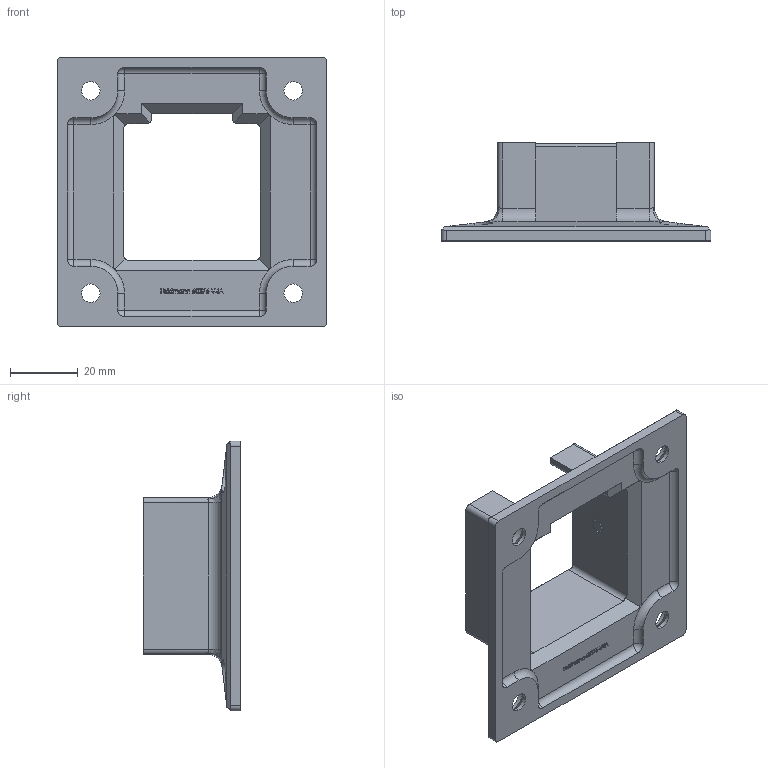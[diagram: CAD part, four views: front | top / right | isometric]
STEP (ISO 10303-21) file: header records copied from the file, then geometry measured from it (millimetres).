
FILE_DESCRIPTION (( 'STEP AP203' ), '1' );
FILE_NAME ('60376-V4A.step', '2018-11-28T15:36:43', ( '' ), ( '' ), 'SwSTEP 2.0', 'SolidWorks 2015', '' );
FILE_SCHEMA (( 'CONFIG_CONTROL_DESIGN' ));
Length unit declared in the file: millimetre
Products named in the file (3): 60376-V4A; 6037X-240 Teil1 Konfig_60376-V4A; DIN913_DIN 913 M5x3
Assembly tree (2 placements, depth 2):
  60376-V4A
    6037X-240 Teil1 Konfig_60376-V4A
    DIN913_DIN 913 M5x3
Bounding box: 80 x 29 x 80 mm (x, y, z)
Volume: 26587.3 mm3; surface area: 18079.3 mm2
Topology: 2 solids, 2 shells, 372 faces, 990 edges, 633 vertices
Faces by surface type: plane 188, bspline 105, cylinder 51, cone 16, sphere 8, torus 4
Entity records: 16749 total; most frequent: CARTESIAN_POINT 8065, ORIENTED_EDGE 1960, DIRECTION 1366, EDGE_CURVE 980, VERTEX_POINT 633, LINE 602, VECTOR 602, EDGE_LOOP 405
